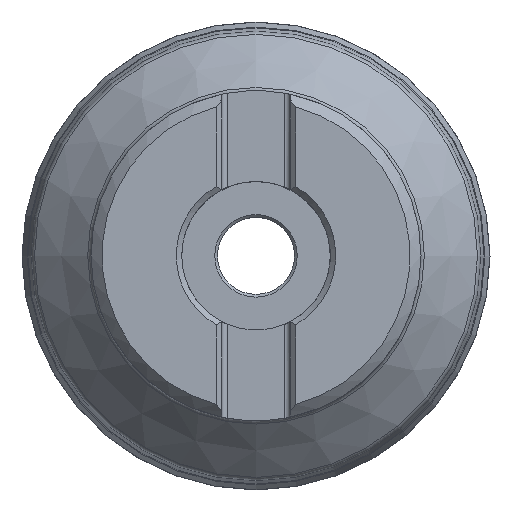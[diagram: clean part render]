
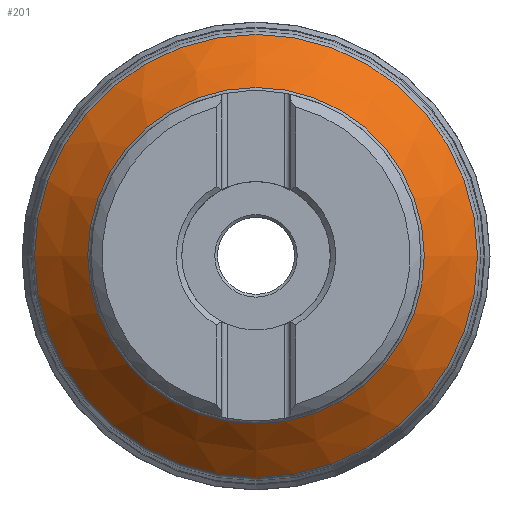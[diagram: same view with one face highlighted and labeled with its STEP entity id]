
A CAD part, top view. The second image highlights one B-rep face of the part: STEP entity #201.
In plain terms, the highlighted conical face has half-angle 45 degrees and reference radius 30 mm.
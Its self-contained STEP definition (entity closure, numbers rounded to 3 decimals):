
#160=CONICAL_SURFACE('',#1077,30.,45.);
#201=ADVANCED_FACE('',(#404,#405),#160,.T.);
#404=FACE_BOUND('',#511,.T.);
#405=FACE_BOUND('',#512,.T.);
#511=EDGE_LOOP('',(#674));
#512=EDGE_LOOP('',(#675));
#674=ORIENTED_EDGE('',*,*,#937,.T.);
#675=ORIENTED_EDGE('',*,*,#938,.T.);
#845=VERTEX_POINT('',#1955);
#846=VERTEX_POINT('',#1957);
#937=EDGE_CURVE('',#845,#845,#1008,.T.);
#938=EDGE_CURVE('',#846,#846,#1009,.T.);
#1008=CIRCLE('',#1075,40.259);
#1009=CIRCLE('',#1076,30.586);
#1075=AXIS2_PLACEMENT_3D('',#1954,#1262,#1263);
#1076=AXIS2_PLACEMENT_3D('',#1956,#1264,#1265);
#1077=AXIS2_PLACEMENT_3D('',#1958,#1266,#1267);
#1262=DIRECTION('',(0.,0.,1.));
#1263=DIRECTION('',(1.,0.,0.));
#1264=DIRECTION('',(0.,0.,-1.));
#1265=DIRECTION('',(-1.,0.,0.));
#1266=DIRECTION('',(0.,0.,-1.));
#1267=DIRECTION('',(-1.,0.,0.));
#1954=CARTESIAN_POINT('',(0.,0.,-23.259));
#1955=CARTESIAN_POINT('',(40.259,0.,-23.259));
#1956=CARTESIAN_POINT('',(0.,0.,-13.586));
#1957=CARTESIAN_POINT('',(-30.586,0.,-13.586));
#1958=CARTESIAN_POINT('',(0.,0.,-13.));
